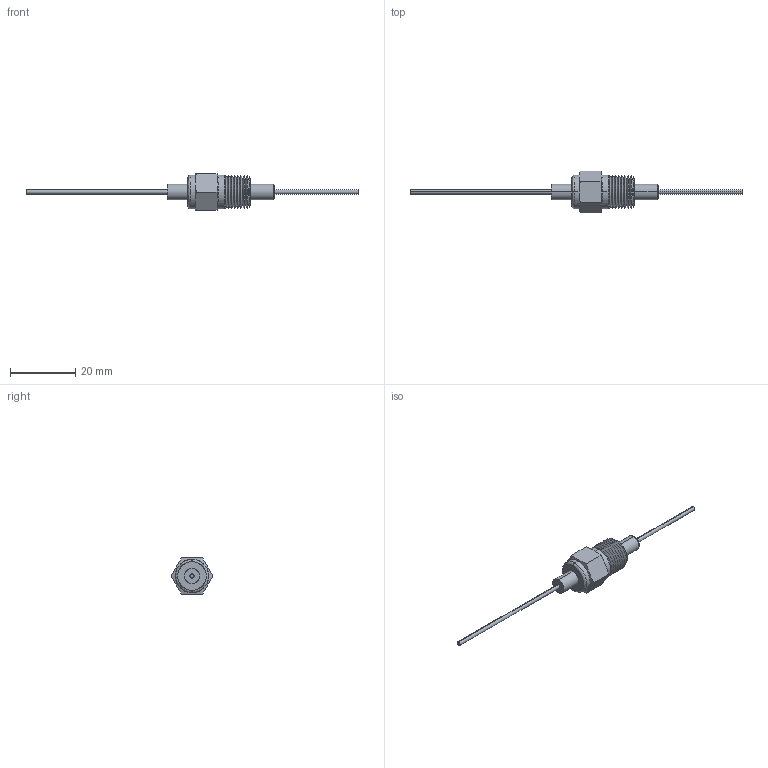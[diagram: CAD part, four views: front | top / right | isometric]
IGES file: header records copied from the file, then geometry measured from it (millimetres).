
Start section: SolidWorks IGES file using analytic representation for surfaces
Global section: file name: 02846-01-A.IGS; native system: SolidWorks 2007; preprocessor: SolidWorks 2007; author: Juan Medina; date: 070817.105743; units: inch
Bounding box: 101.6 x 12.82 x 11.1 mm (x, y, z)
Surface area: 1513.2 mm2 (no closed solid volume)
Topology: 0 solids, 0 shells, 74 faces, 584 edges, 584 vertices
Faces by surface type: revolution 58, bspline 16
